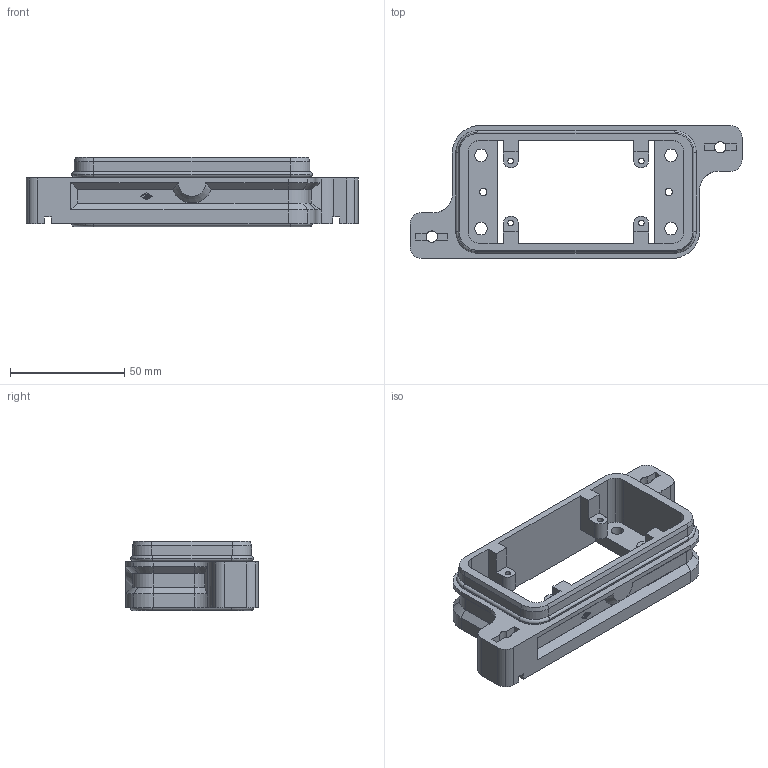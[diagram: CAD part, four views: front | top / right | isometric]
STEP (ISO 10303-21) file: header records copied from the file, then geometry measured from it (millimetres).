
FILE_DESCRIPTION(('Creo Elements/Direct Modeling STEP Export'),'2;1');
FILE_NAME('0ln7uvk49bo3k4m2532','2017-02-23T16:14:33',(''),(''),'PTC Creo Elements/Direct Modeling STEP processor for AP214 (Solid Model)','PTC Creo Elements/Direct Modeling 19.0E 27-Jun-2016 (C) Parametric Technology GmbH','');
FILE_SCHEMA(('AUTOMOTIVE_DESIGN { 1 0 10303 214 1 1 1 1 }'));
Length unit declared in the file: millimetre
Products named in the file (1): CGIE_10
Bounding box: 145 x 58 x 30.25 mm (x, y, z)
Volume: 64022.8 mm3; surface area: 34393 mm2
Topology: 1 solids, 1 shells, 338 faces, 903 edges, 566 vertices
Faces by surface type: plane 170, cylinder 126, cone 22, torus 20
Entity records: 14137 total; most frequent: CARTESIAN_POINT 2748, DIRECTION 1837, ORIENTED_EDGE 1806, EDGE_CURVE 903, AXIS2_PLACEMENT_3D 635, VECTOR 567, LINE 567, VERTEX_POINT 566
